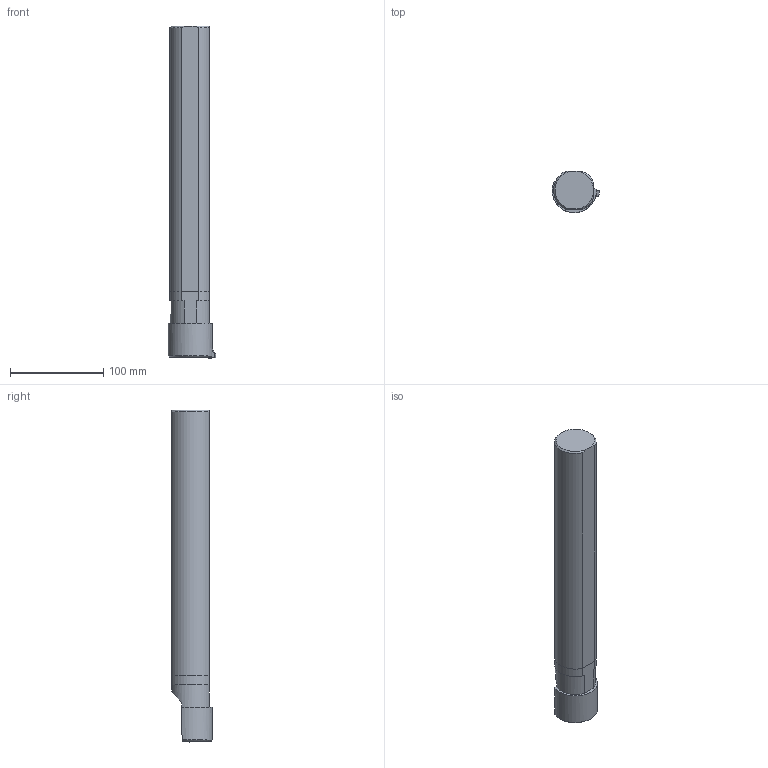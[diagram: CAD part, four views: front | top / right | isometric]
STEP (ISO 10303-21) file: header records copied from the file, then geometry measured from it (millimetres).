
FILE_DESCRIPTION(/* description */ (''),/* implementation_level */ '2;1');
FILE_NAME(/* name */ 'CNL0017514-27AHD.stp',/* time_stamp */ '2018-03-29T15:40:04+05:00',/* author */ (''),/* organization */ (''),/* preprocessor_version */ 'ST-DEVELOPER v16',/* originating_system */ 'SIEMENS PLM Software NX 11.0',/* authorisation */ '');
FILE_SCHEMA (('AUTOMOTIVE_DESIGN { 1 0 10303 214 3 1 1 1 }'));
Length unit declared in the file: millimetre
Products named in the file (1): inpuE1F0npby
Bounding box: 50.83 x 43.82 x 355.6 mm (x, y, z)
Volume: 505442.5 mm3; surface area: 55492 mm2
Topology: 3 solids, 3 shells, 44 faces, 114 edges, 76 vertices
Faces by surface type: plane 28, cylinder 12, cone 4
Entity records: 1433 total; most frequent: CARTESIAN_POINT 262, DIRECTION 237, ORIENTED_EDGE 228, EDGE_CURVE 114, AXIS2_PLACEMENT_3D 83, VERTEX_POINT 76, LINE 71, VECTOR 71
